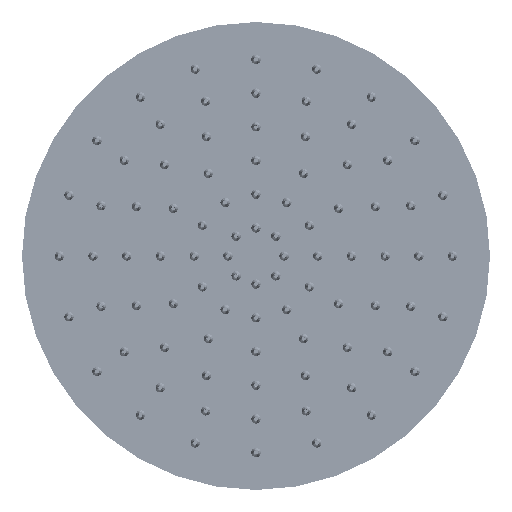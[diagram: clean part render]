
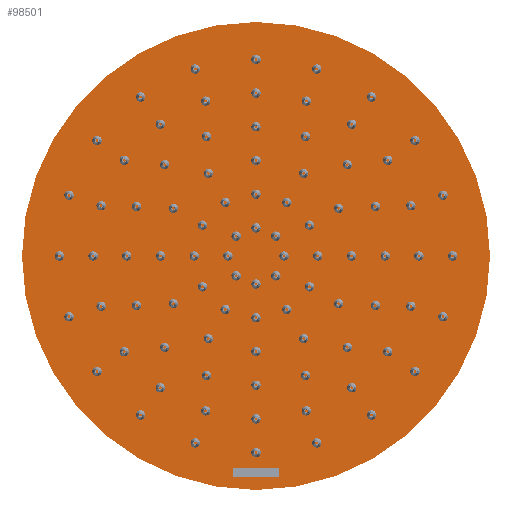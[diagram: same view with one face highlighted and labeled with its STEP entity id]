
A CAD part, front view. The second image highlights one B-rep face of the part: STEP entity #98501.
In plain terms, the highlighted planar face has unit normal (0, -1, 0).
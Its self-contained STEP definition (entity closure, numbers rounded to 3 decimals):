
#2338 = AXIS2_PLACEMENT_3D ( 'NONE', #108379, #61317, #99119 ) ;
#2685 = CARTESIAN_POINT ( 'NONE',  ( -44.452, -102.555, 54.65 ) ) ;
#2702 = EDGE_LOOP ( 'NONE', ( #111752, #80553 ) ) ;
#3571 = CARTESIAN_POINT ( 'NONE',  ( -44.452, -102.555, 304.65 ) ) ;
#5054 = ORIENTED_EDGE ( 'NONE', *, *, #117791, .F. ) ;
#7851 = LINE ( 'NONE', #92118, #92891 ) ;
#10301 = ORIENTED_EDGE ( 'NONE', *, *, #121838, .F. ) ;
#11260 = AXIS2_PLACEMENT_3D ( 'NONE', #16099, #55736, #62560 ) ;
#11372 = DIRECTION ( 'NONE',  ( -1., 0., 0. ) ) ;
#14291 = LINE ( 'NONE', #106761, #112235 ) ;
#14834 = PLANE ( 'NONE',  #2338 ) ;
#15433 = EDGE_LOOP ( 'NONE', ( #33583, #26758, #5054, #10301 ) ) ;
#15840 = LINE ( 'NONE', #121104, #73463 ) ;
#16099 = CARTESIAN_POINT ( 'NONE',  ( -44.452, -102.555, 179.65 ) ) ;
#25895 = CARTESIAN_POINT ( 'NONE',  ( -56.952, -102.555, 61.65 ) ) ;
#26382 = EDGE_CURVE ( 'NONE', #46646, #82955, #15840, .T. ) ;
#26758 = ORIENTED_EDGE ( 'NONE', *, *, #116069, .F. ) ;
#32770 = FACE_OUTER_BOUND ( 'NONE', #2702, .T. ) ;
#32984 = CIRCLE ( 'NONE', #11260, 125. ) ;
#33583 = ORIENTED_EDGE ( 'NONE', *, *, #26382, .F. ) ;
#42972 = DIRECTION ( 'NONE',  ( 0., 0., -1. ) ) ;
#44703 = VERTEX_POINT ( 'NONE', #3571 ) ;
#46646 = VERTEX_POINT ( 'NONE', #70360 ) ;
#49217 = CARTESIAN_POINT ( 'NONE',  ( -44.452, -102.555, 179.65 ) ) ;
#49277 = VERTEX_POINT ( 'NONE', #86936 ) ;
#55736 = DIRECTION ( 'NONE',  ( 0., -1., 0. ) ) ;
#57325 = CARTESIAN_POINT ( 'NONE',  ( -31.952, -102.555, 179.65 ) ) ;
#58322 = CIRCLE ( 'NONE', #60274, 125. ) ;
#59149 = LINE ( 'NONE', #57325, #76870 ) ;
#60274 = AXIS2_PLACEMENT_3D ( 'NONE', #49217, #88285, #42972 ) ;
#60696 = FACE_BOUND ( 'NONE', #15433, .T. ) ;
#61317 = DIRECTION ( 'NONE',  ( 0., 1., 0. ) ) ;
#62560 = DIRECTION ( 'NONE',  ( 0., 0., -1. ) ) ;
#63140 = CARTESIAN_POINT ( 'NONE',  ( -31.952, -102.555, 61.65 ) ) ;
#70360 = CARTESIAN_POINT ( 'NONE',  ( -56.952, -102.555, 66.438 ) ) ;
#73463 = VECTOR ( 'NONE', #92017, 1000. ) ;
#76870 = VECTOR ( 'NONE', #96954, 1000. ) ;
#80553 = ORIENTED_EDGE ( 'NONE', *, *, #105216, .T. ) ;
#82955 = VERTEX_POINT ( 'NONE', #25895 ) ;
#86936 = CARTESIAN_POINT ( 'NONE',  ( -31.952, -102.555, 66.438 ) ) ;
#88285 = DIRECTION ( 'NONE',  ( 0., -1., 0. ) ) ;
#92017 = DIRECTION ( 'NONE',  ( 0., 0., -1. ) ) ;
#92118 = CARTESIAN_POINT ( 'NONE',  ( -44.452, -102.555, 61.65 ) ) ;
#92891 = VECTOR ( 'NONE', #121812, 1000. ) ;
#96954 = DIRECTION ( 'NONE',  ( 0., 0., 1. ) ) ;
#97217 = VERTEX_POINT ( 'NONE', #63140 ) ;
#98501 = ADVANCED_FACE ( 'NONE', ( #32770, #60696 ), #14834, .F. ) ;
#99119 = DIRECTION ( 'NONE',  ( 0., 0., 1. ) ) ;
#105216 = EDGE_CURVE ( 'NONE', #44703, #107627, #58322, .T. ) ;
#106761 = CARTESIAN_POINT ( 'NONE',  ( -44.452, -102.555, 66.438 ) ) ;
#107627 = VERTEX_POINT ( 'NONE', #2685 ) ;
#108379 = CARTESIAN_POINT ( 'NONE',  ( -44.452, -102.555, 179.65 ) ) ;
#111752 = ORIENTED_EDGE ( 'NONE', *, *, #115215, .T. ) ;
#112235 = VECTOR ( 'NONE', #11372, 1000. ) ;
#115215 = EDGE_CURVE ( 'NONE', #107627, #44703, #32984, .T. ) ;
#116069 = EDGE_CURVE ( 'NONE', #49277, #46646, #14291, .T. ) ;
#117791 = EDGE_CURVE ( 'NONE', #97217, #49277, #59149, .T. ) ;
#121104 = CARTESIAN_POINT ( 'NONE',  ( -56.952, -102.555, 179.65 ) ) ;
#121812 = DIRECTION ( 'NONE',  ( 1., 0., 0. ) ) ;
#121838 = EDGE_CURVE ( 'NONE', #82955, #97217, #7851, .T. ) ;
